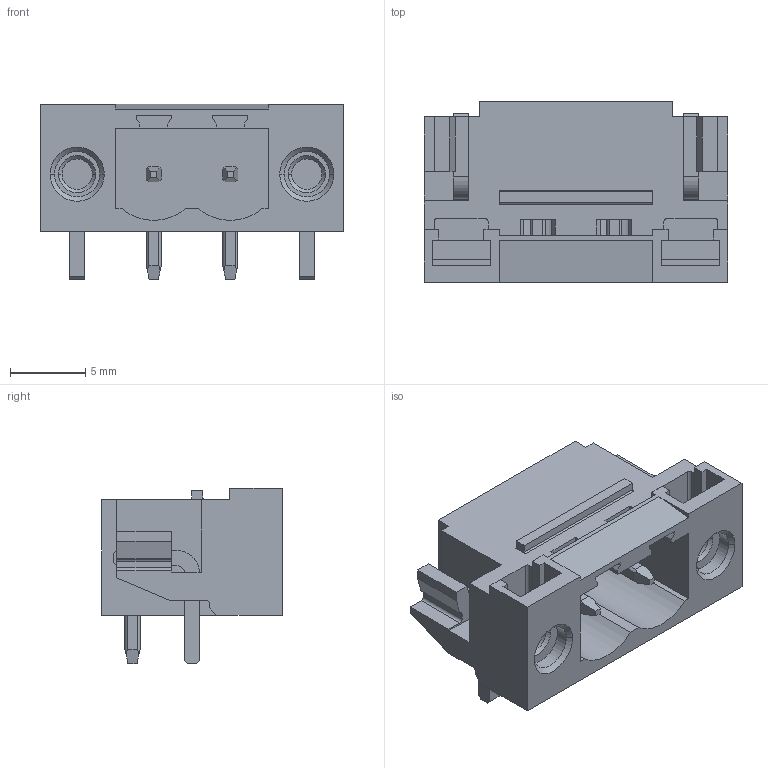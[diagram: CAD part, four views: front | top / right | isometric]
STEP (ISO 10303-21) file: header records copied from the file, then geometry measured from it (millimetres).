
FILE_DESCRIPTION(('CATIA V5 STEP Exchange','CAx-IF Rec.Pracs.--- Model Styling and Organization---1.2---2011-12-15'),'2;1');
FILE_NAME ('D1449315_0', '2018-10-25T08:14:13+00:00', ('none'), ('Weidmueller'), 'CATIA Version 5-6 Release 2014', 'CATIA V5 STEP AP214', 'none');
FILE_SCHEMA(('AUTOMOTIVE_DESIGN { 1 0 10303 214 1 1 1 1 }'));
Length unit declared in the file: millimetre
Products named in the file (1): 1150340000
Bounding box: 20.16 x 12 x 11.63 mm (x, y, z)
Volume: 1042.4 mm3; surface area: 1893.7 mm2
Topology: 7 solids, 7 shells, 267 faces, 743 edges, 486 vertices
Faces by surface type: plane 193, cylinder 62, cone 12
Entity records: 7933 total; most frequent: CARTESIAN_POINT 1534, ORIENTED_EDGE 1486, DIRECTION 1017, EDGE_CURVE 737, VECTOR 589, LINE 589, VERTEX_POINT 478, EDGE_LOOP 283
